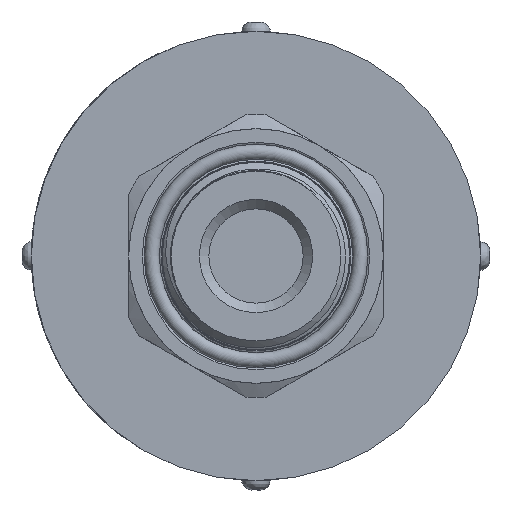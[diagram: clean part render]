
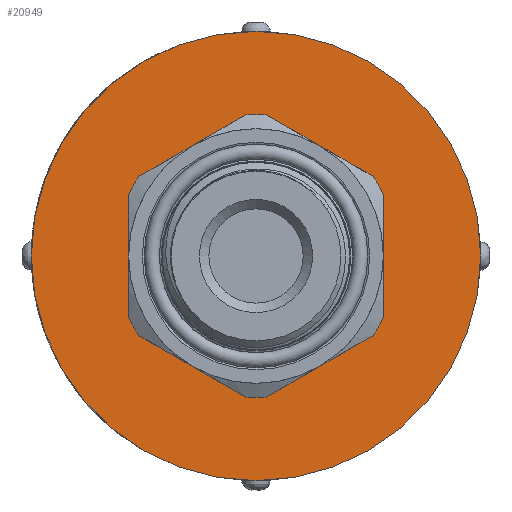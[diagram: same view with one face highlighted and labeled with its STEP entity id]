
A CAD part, left-side view. The second image highlights one B-rep face of the part: STEP entity #20949.
In plain terms, the highlighted face is planar.
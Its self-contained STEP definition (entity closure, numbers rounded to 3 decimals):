
#768=FACE_BOUND('',#3041,.T.);
#884=PLANE('',#22312);
#1324=CIRCLE('',#22311,13.25);
#1325=CIRCLE('',#22313,23.813);
#1811=FACE_OUTER_BOUND('',#3040,.T.);
#3040=EDGE_LOOP('',(#14493));
#3041=EDGE_LOOP('',(#14494));
#8687=VERTEX_POINT('',#31856);
#8688=VERTEX_POINT('',#31860);
#10959=EDGE_CURVE('',#8687,#8687,#1324,.T.);
#10960=EDGE_CURVE('',#8688,#8688,#1325,.T.);
#14493=ORIENTED_EDGE('',*,*,#10960,.F.);
#14494=ORIENTED_EDGE('',*,*,#10959,.T.);
#20949=ADVANCED_FACE('',(#1811,#768),#884,.T.);
#22311=AXIS2_PLACEMENT_3D('',#31858,#23718,#23719);
#22312=AXIS2_PLACEMENT_3D('',#31859,#23720,#23721);
#22313=AXIS2_PLACEMENT_3D('',#31861,#23722,#23723);
#23718=DIRECTION('center_axis',(-1.,0.,0.));
#23719=DIRECTION('ref_axis',(0.,0.,
1.));
#23720=DIRECTION('center_axis',(1.,0.,0.));
#23721=DIRECTION('ref_axis',(0.,0.,
-1.));
#23722=DIRECTION('center_axis',(-1.,0.,0.));
#23723=DIRECTION('ref_axis',(0.,0.,
1.));
#31856=CARTESIAN_POINT('',(34.,-13.25,0.));
#31858=CARTESIAN_POINT('Origin',(34.,0.,0.));
#31859=CARTESIAN_POINT('Origin',(34.,23.813,0.));
#31860=CARTESIAN_POINT('',(34.,-23.813,0.));
#31861=CARTESIAN_POINT('Origin',(34.,0.,0.));
